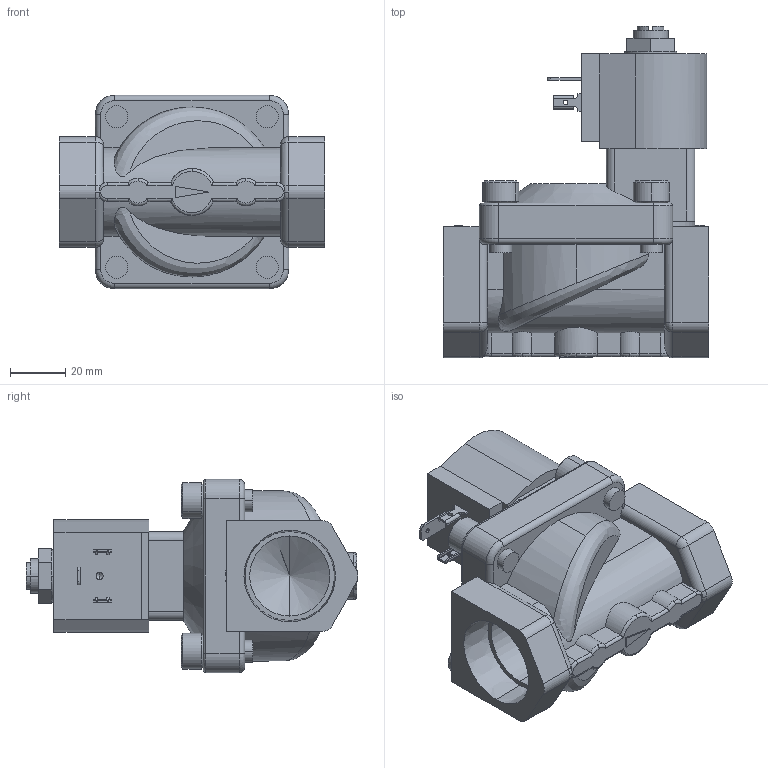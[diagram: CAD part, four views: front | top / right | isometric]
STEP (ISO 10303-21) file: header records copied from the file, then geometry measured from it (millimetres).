
FILE_DESCRIPTION (( 'STEP AP203' ), '1' );
FILE_NAME ('NS711YH02C9FG9.step', '2025-02-18T15:45:13', ( '' ), ( '' ), 'SwSTEP 2.0', 'SolidWorks 2024', '' );
FILE_SCHEMA (( 'CONFIG_CONTROL_DESIGN' ));
Length unit declared in the file: millimetre
Products named in the file (1): NS711YH02C9FG9
Bounding box: 96 x 120.07 x 70 mm (x, y, z)
Volume: 261302.6 mm3; surface area: 42835.3 mm2
Topology: 1 solids, 2 shells, 412 faces, 998 edges, 615 vertices
Faces by surface type: plane 199, cylinder 115, cone 55, torus 28, bspline 15
Entity records: 14375 total; most frequent: CARTESIAN_POINT 4815, ORIENTED_EDGE 1984, DIRECTION 1939, EDGE_CURVE 992, AXIS2_PLACEMENT_3D 683, VERTEX_POINT 615, VECTOR 573, LINE 573
